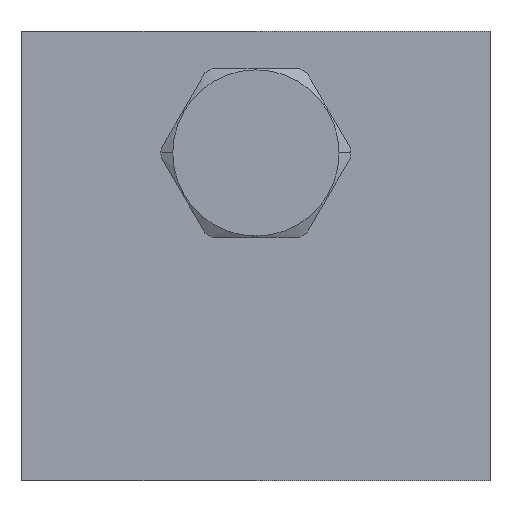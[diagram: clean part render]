
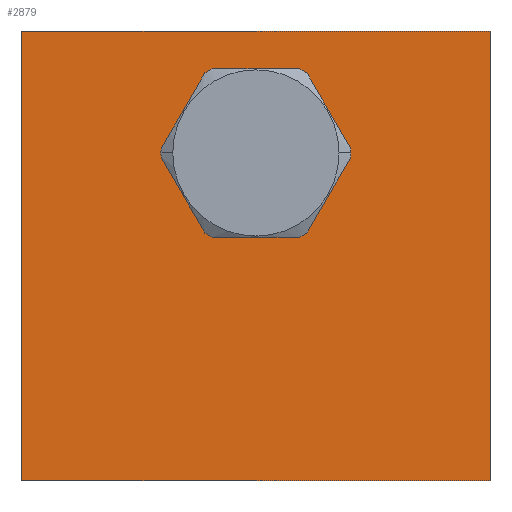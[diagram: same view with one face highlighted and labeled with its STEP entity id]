
A CAD part, front view. The second image highlights one B-rep face of the part: STEP entity #2879.
In plain terms, the highlighted planar face has unit normal (0, -1, 0).
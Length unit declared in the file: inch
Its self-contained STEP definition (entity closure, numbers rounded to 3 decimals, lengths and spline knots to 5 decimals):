
#28=DIRECTION('',(1.,0.,0.));
#29=VECTOR('',#28,3.125);
#30=CARTESIAN_POINT('',(0.,-4.,0.));
#31=LINE('',#30,#29);
#538=DIRECTION('',(0.,0.,1.));
#539=VECTOR('',#538,3.);
#540=CARTESIAN_POINT('',(3.125,-4.,0.));
#541=LINE('',#540,#539);
#552=DIRECTION('',(0.,0.,1.));
#553=VECTOR('',#552,3.);
#554=CARTESIAN_POINT('',(0.,-4.,0.));
#555=LINE('',#554,#553);
#556=CARTESIAN_POINT('',(1.562,-4.,2.188));
#557=DIRECTION('',(0.,1.,0.));
#558=DIRECTION('',(0.,0.,-1.));
#559=AXIS2_PLACEMENT_3D('',#556,#557,#558);
#561=CARTESIAN_POINT('',(1.562,-4.,2.188));
#562=DIRECTION('',(0.,1.,0.));
#563=DIRECTION('',(0.,0.,1.));
#564=AXIS2_PLACEMENT_3D('',#561,#562,#563);
#578=DIRECTION('',(1.,0.,0.));
#579=VECTOR('',#578,3.125);
#580=CARTESIAN_POINT('',(0.,-4.,3.));
#581=LINE('',#580,#579);
#1893=CARTESIAN_POINT('',(0.,-4.,0.));
#1894=CARTESIAN_POINT('',(3.125,-4.,0.));
#1895=VERTEX_POINT('',#1893);
#1896=VERTEX_POINT('',#1894);
#1900=CARTESIAN_POINT('',(0.,-4.,3.));
#1902=VERTEX_POINT('',#1900);
#1903=CARTESIAN_POINT('',(3.125,-4.,3.));
#1904=VERTEX_POINT('',#1903);
#2075=CARTESIAN_POINT('',(1.562,-4.,1.648));
#2076=CARTESIAN_POINT('',(1.562,-4.,2.728));
#2077=VERTEX_POINT('',#2075);
#2078=VERTEX_POINT('',#2076);
#2861=CARTESIAN_POINT('',(0.,-4.,0.));
#2862=DIRECTION('',(0.,-1.,0.));
#2863=DIRECTION('',(1.,0.,0.));
#2864=AXIS2_PLACEMENT_3D('',#2861,#2862,#2863);
#2865=PLANE('',#2864);
#2866=ORIENTED_EDGE('',*,*,#2254,.F.);
#2867=ORIENTED_EDGE('',*,*,#2529,.T.);
#2869=ORIENTED_EDGE('',*,*,#2868,.T.);
#2870=ORIENTED_EDGE('',*,*,#2847,.F.);
#2871=EDGE_LOOP('',(#2866,#2867,#2869,#2870));
#2872=FACE_OUTER_BOUND('',#2871,.F.);
#2874=ORIENTED_EDGE('',*,*,#2873,.F.);
#2876=ORIENTED_EDGE('',*,*,#2875,.F.);
#2877=EDGE_LOOP('',(#2874,#2876));
#2878=FACE_BOUND('',#2877,.F.);
#2879=ADVANCED_FACE('',(#2872,#2878),#2865,.T.);
#560=CIRCLE('',#559,0.54);
#565=CIRCLE('',#564,0.54);
#2254=EDGE_CURVE('',#1895,#1896,#31,.T.);
#2529=EDGE_CURVE('',#1895,#1902,#555,.T.);
#2847=EDGE_CURVE('',#1896,#1904,#541,.T.);
#2868=EDGE_CURVE('',#1902,#1904,#581,.T.);
#2873=EDGE_CURVE('',#2077,#2078,#560,.T.);
#2875=EDGE_CURVE('',#2078,#2077,#565,.T.);
